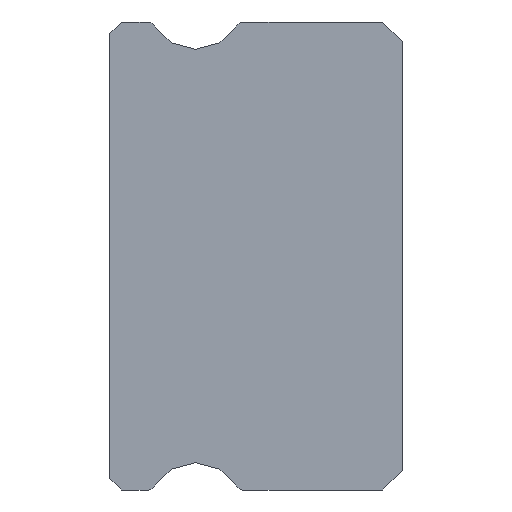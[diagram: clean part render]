
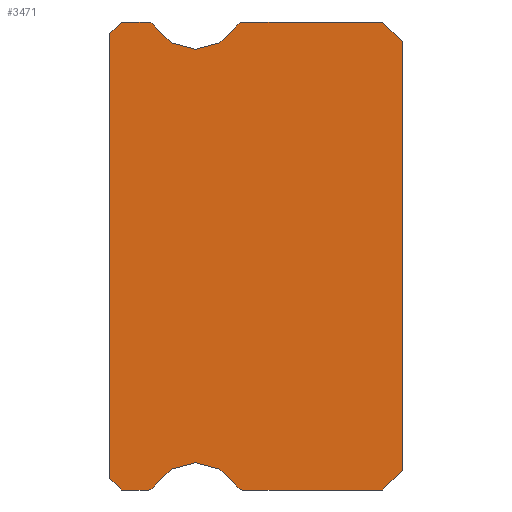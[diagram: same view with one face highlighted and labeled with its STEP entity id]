
A CAD part, left-side view. The second image highlights one B-rep face of the part: STEP entity #3471.
In plain terms, the highlighted planar face has unit normal (-1, 0, 0).
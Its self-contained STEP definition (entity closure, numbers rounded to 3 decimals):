
#20=CIRCLE('',#3727,0.15);
#22=CIRCLE('',#3730,1.25);
#24=CIRCLE('',#3733,0.15);
#106=CIRCLE('',#3821,0.15);
#108=CIRCLE('',#3824,1.25);
#110=CIRCLE('',#3827,0.15);
#758=ORIENTED_EDGE('',*,*,#1254,.F.);
#759=ORIENTED_EDGE('',*,*,#1460,.F.);
#760=ORIENTED_EDGE('',*,*,#1457,.F.);
#761=ORIENTED_EDGE('',*,*,#1374,.F.);
#762=ORIENTED_EDGE('',*,*,#1371,.F.);
#763=ORIENTED_EDGE('',*,*,#1368,.F.);
#764=ORIENTED_EDGE('',*,*,#1365,.T.);
#765=ORIENTED_EDGE('',*,*,#1362,.F.);
#766=ORIENTED_EDGE('',*,*,#1359,.F.);
#767=ORIENTED_EDGE('',*,*,#1356,.F.);
#768=ORIENTED_EDGE('',*,*,#1353,.F.);
#769=ORIENTED_EDGE('',*,*,#1270,.F.);
#770=ORIENTED_EDGE('',*,*,#1267,.F.);
#771=ORIENTED_EDGE('',*,*,#1264,.F.);
#772=ORIENTED_EDGE('',*,*,#1261,.T.);
#773=ORIENTED_EDGE('',*,*,#1258,.F.);
#1254=EDGE_CURVE('',#1622,#1623,#1974,.T.);
#1258=EDGE_CURVE('',#1623,#1626,#20,.T.);
#1261=EDGE_CURVE('',#1628,#1626,#22,.T.);
#1264=EDGE_CURVE('',#1628,#1630,#24,.T.);
#1267=EDGE_CURVE('',#1630,#1632,#1981,.T.);
#1270=EDGE_CURVE('',#1632,#1634,#1984,.T.);
#1353=EDGE_CURVE('',#1634,#1716,#1987,.T.);
#1356=EDGE_CURVE('',#1716,#1718,#1990,.T.);
#1359=EDGE_CURVE('',#1718,#1720,#1993,.T.);
#1362=EDGE_CURVE('',#1720,#1722,#106,.T.);
#1365=EDGE_CURVE('',#1724,#1722,#108,.T.);
#1368=EDGE_CURVE('',#1724,#1726,#110,.T.);
#1371=EDGE_CURVE('',#1726,#1728,#1999,.T.);
#1374=EDGE_CURVE('',#1728,#1730,#2002,.T.);
#1457=EDGE_CURVE('',#1730,#1812,#2005,.T.);
#1460=EDGE_CURVE('',#1812,#1622,#2008,.T.);
#1622=VERTEX_POINT('',#5536);
#1623=VERTEX_POINT('',#5537);
#1626=VERTEX_POINT('',#5545);
#1628=VERTEX_POINT('',#5551);
#1630=VERTEX_POINT('',#5557);
#1632=VERTEX_POINT('',#5563);
#1634=VERTEX_POINT('',#5569);
#1716=VERTEX_POINT('',#5735);
#1718=VERTEX_POINT('',#5741);
#1720=VERTEX_POINT('',#5747);
#1722=VERTEX_POINT('',#5753);
#1724=VERTEX_POINT('',#5759);
#1726=VERTEX_POINT('',#5765);
#1728=VERTEX_POINT('',#5771);
#1730=VERTEX_POINT('',#5777);
#1812=VERTEX_POINT('',#5943);
#1974=LINE('',#5535,#2010);
#1981=LINE('',#5562,#2017);
#1984=LINE('',#5568,#2020);
#1987=LINE('',#5734,#2023);
#1990=LINE('',#5740,#2026);
#1993=LINE('',#5746,#2029);
#1999=LINE('',#5770,#2035);
#2002=LINE('',#5776,#2038);
#2005=LINE('',#5942,#2041);
#2008=LINE('',#5948,#2044);
#2010=VECTOR('',#4319,1000.);
#2017=VECTOR('',#4346,1000.);
#2020=VECTOR('',#4351,1000.);
#2023=VECTOR('',#4516,1000.);
#2026=VECTOR('',#4521,1000.);
#2029=VECTOR('',#4526,1000.);
#2035=VECTOR('',#4552,1000.);
#2038=VECTOR('',#4557,1000.);
#2041=VECTOR('',#4722,1000.);
#2044=VECTOR('',#4727,1000.);
#2223=EDGE_LOOP('',(#758,#759,#760,#761,#762,#763,#764,#765,#766,#767,#768,
#769,#770,#771,#772,#773));
#2881=FACE_BOUND('',#2223,.T.);
#3373=PLANE('',#3914);
#3471=ADVANCED_FACE('',(#2881),#3373,.F.);
#3727=AXIS2_PLACEMENT_3D('',#5544,#4325,#4326);
#3730=AXIS2_PLACEMENT_3D('',#5550,#4332,#4333);
#3733=AXIS2_PLACEMENT_3D('',#5556,#4339,#4340);
#3821=AXIS2_PLACEMENT_3D('',#5752,#4531,#4532);
#3824=AXIS2_PLACEMENT_3D('',#5758,#4538,#4539);
#3827=AXIS2_PLACEMENT_3D('',#5764,#4545,#4546);
#3914=AXIS2_PLACEMENT_3D('',#5951,#4731,#4732);
#4319=DIRECTION('',(0.,-1.,0.));
#4325=DIRECTION('',(1.,0.,0.));
#4326=DIRECTION('',(0.,0.,-1.));
#4332=DIRECTION('',(1.,0.,0.));
#4333=DIRECTION('',(0.,0.,-1.));
#4339=DIRECTION('',(1.,0.,0.));
#4340=DIRECTION('',(0.,0.,-1.));
#4346=DIRECTION('',(0.,-1.,0.));
#4351=DIRECTION('',(0.,-0.707,-0.707));
#4516=DIRECTION('',(0.,0.,-1.));
#4521=DIRECTION('',(0.,0.707,-0.707));
#4526=DIRECTION('',(0.,1.,0.));
#4531=DIRECTION('',(1.,0.,0.));
#4532=DIRECTION('',(0.,0.,-1.));
#4538=DIRECTION('',(1.,0.,0.));
#4539=DIRECTION('',(0.,0.,-1.));
#4545=DIRECTION('',(1.,0.,0.));
#4546=DIRECTION('',(0.,0.,-1.));
#4552=DIRECTION('',(0.,1.,0.));
#4557=DIRECTION('',(0.,0.707,0.707));
#4722=DIRECTION('',(0.,0.,1.));
#4727=DIRECTION('',(0.,-0.707,0.707));
#4731=DIRECTION('',(1.,0.,0.));
#4732=DIRECTION('',(0.,0.,-1.));
#5535=CARTESIAN_POINT('',(-12.5,7.2,6.));
#5536=CARTESIAN_POINT('',(-12.5,7.2,6.));
#5537=CARTESIAN_POINT('',(-12.5,6.512,6.));
#5544=CARTESIAN_POINT('',(-12.5,6.512,5.85));
#5545=CARTESIAN_POINT('',(-12.5,6.383,5.925));
#5550=CARTESIAN_POINT('',(-12.5,5.3,6.55));
#5551=CARTESIAN_POINT('',(-12.5,4.217,5.925));
#5556=CARTESIAN_POINT('',(-12.5,4.088,5.85));
#5557=CARTESIAN_POINT('',(-12.5,4.088,6.));
#5562=CARTESIAN_POINT('',(-12.5,4.088,6.));
#5563=CARTESIAN_POINT('',(-12.5,0.5,6.));
#5568=CARTESIAN_POINT('',(-12.5,0.5,6.));
#5569=CARTESIAN_POINT('',(-12.5,0.,5.5));
#5734=CARTESIAN_POINT('',(-12.5,0.,5.5));
#5735=CARTESIAN_POINT('',(-12.5,0.,-5.5));
#5740=CARTESIAN_POINT('',(-12.5,0.,-5.5));
#5741=CARTESIAN_POINT('',(-12.5,0.5,-6.));
#5746=CARTESIAN_POINT('',(-12.5,0.5,-6.));
#5747=CARTESIAN_POINT('',(-12.5,4.088,-6.));
#5752=CARTESIAN_POINT('',(-12.5,4.088,-5.85));
#5753=CARTESIAN_POINT('',(-12.5,4.217,-5.925));
#5758=CARTESIAN_POINT('',(-12.5,5.3,-6.55));
#5759=CARTESIAN_POINT('',(-12.5,6.383,-5.925));
#5764=CARTESIAN_POINT('',(-12.5,6.512,-5.85));
#5765=CARTESIAN_POINT('',(-12.5,6.512,-6.));
#5770=CARTESIAN_POINT('',(-12.5,6.512,-6.));
#5771=CARTESIAN_POINT('',(-12.5,7.2,-6.));
#5776=CARTESIAN_POINT('',(-12.5,7.2,-6.));
#5777=CARTESIAN_POINT('',(-12.5,7.5,-5.7));
#5942=CARTESIAN_POINT('',(-12.5,7.5,-5.7));
#5943=CARTESIAN_POINT('',(-12.5,7.5,5.7));
#5948=CARTESIAN_POINT('',(-12.5,7.5,5.7));
#5951=CARTESIAN_POINT('',(-12.5,6.512,5.85));
